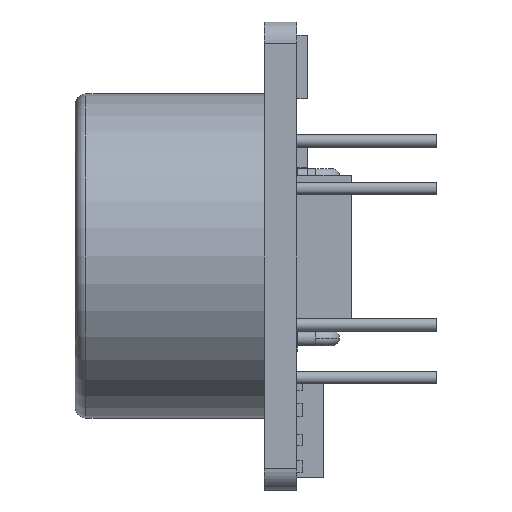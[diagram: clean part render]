
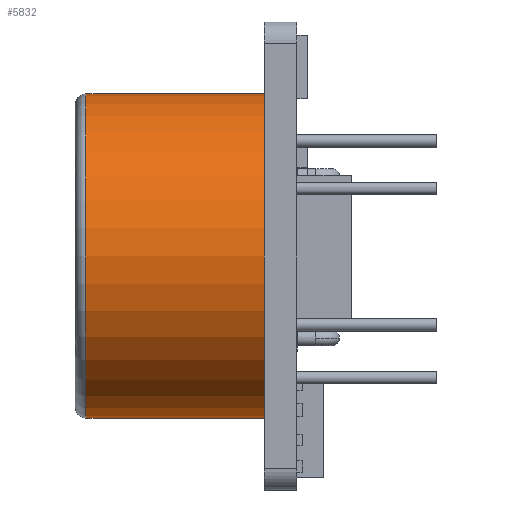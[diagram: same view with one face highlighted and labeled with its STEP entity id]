
A CAD part, left-side view. The second image highlights one B-rep face of the part: STEP entity #5832.
In plain terms, the highlighted cylindrical face has radius 7.62 mm (diameter 15.24 mm), a partial arc.
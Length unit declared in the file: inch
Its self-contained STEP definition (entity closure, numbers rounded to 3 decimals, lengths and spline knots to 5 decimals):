
#520 = EDGE_CURVE ( 'NONE', #1969, #3887, #8940, .T. ) ;
#561 = DIRECTION ( 'NONE',  ( 0., -1., 0. ) ) ;
#655 = CARTESIAN_POINT ( 'NONE',  ( -0.27898, 0.41, 0.3 ) ) ;
#1183 = CARTESIAN_POINT ( 'NONE',  ( -0.27898, 0.41, -0.3 ) ) ;
#1333 = ORIENTED_EDGE ( 'NONE', *, *, #10579, .T. ) ;
#1719 = CARTESIAN_POINT ( 'NONE',  ( -0.27898, 0.39, -0.3 ) ) ;
#1822 = CIRCLE ( 'NONE', #7776, 0.3 ) ;
#1969 = VERTEX_POINT ( 'NONE', #10358 ) ;
#3022 = CARTESIAN_POINT ( 'NONE',  ( -0.27898, 0.06, -0.3 ) ) ;
#3614 = EDGE_CURVE ( 'NONE', #1969, #8694, #1822, .T. ) ;
#3821 = CARTESIAN_POINT ( 'NONE',  ( -0.27898, 0.39, 0. ) ) ;
#3887 = VERTEX_POINT ( 'NONE', #4028 ) ;
#3966 = DIRECTION ( 'NONE',  ( 0., 0., -1. ) ) ;
#4028 = CARTESIAN_POINT ( 'NONE',  ( -0.27898, 0.06, 0.3 ) ) ;
#4392 = AXIS2_PLACEMENT_3D ( 'NONE', #4819, #7376, #3966 ) ;
#4789 = ORIENTED_EDGE ( 'NONE', *, *, #7732, .T. ) ;
#4819 = CARTESIAN_POINT ( 'NONE',  ( -0.27898, 0.41, 0. ) ) ;
#4959 = CIRCLE ( 'NONE', #7165, 0.3 ) ;
#5216 = VERTEX_POINT ( 'NONE', #3022 ) ;
#5832 = ADVANCED_FACE ( 'NONE', ( #9638 ), #9756, .T. ) ;
#6649 = DIRECTION ( 'NONE',  ( 0., 0., -1. ) ) ;
#6941 = LINE ( 'NONE', #1183, #8331 ) ;
#7074 = DIRECTION ( 'NONE',  ( 0., -1., 0. ) ) ;
#7165 = AXIS2_PLACEMENT_3D ( 'NONE', #8490, #10126, #6649 ) ;
#7376 = DIRECTION ( 'NONE',  ( 0., -1., 0. ) ) ;
#7732 = EDGE_CURVE ( 'NONE', #8694, #5216, #6941, .T. ) ;
#7776 = AXIS2_PLACEMENT_3D ( 'NONE', #3821, #7074, #10376 ) ;
#7796 = ORIENTED_EDGE ( 'NONE', *, *, #3614, .T. ) ;
#8331 = VECTOR ( 'NONE', #561, 39.37008 ) ;
#8490 = CARTESIAN_POINT ( 'NONE',  ( -0.27898, 0.06, 0. ) ) ;
#8694 = VERTEX_POINT ( 'NONE', #1719 ) ;
#8940 = LINE ( 'NONE', #655, #10147 ) ;
#9638 = FACE_OUTER_BOUND ( 'NONE', #10595, .T. ) ;
#9650 = DIRECTION ( 'NONE',  ( 0., -1., 0. ) ) ;
#9756 = CYLINDRICAL_SURFACE ( 'NONE', #4392, 0.3 ) ;
#10126 = DIRECTION ( 'NONE',  ( 0., 1., 0. ) ) ;
#10147 = VECTOR ( 'NONE', #9650, 39.37008 ) ;
#10358 = CARTESIAN_POINT ( 'NONE',  ( -0.27898, 0.39, 0.3 ) ) ;
#10376 = DIRECTION ( 'NONE',  ( 0., 0., 1. ) ) ;
#10521 = ORIENTED_EDGE ( 'NONE', *, *, #520, .F. ) ;
#10579 = EDGE_CURVE ( 'NONE', #5216, #3887, #4959, .T. ) ;
#10595 = EDGE_LOOP ( 'NONE', ( #10521, #7796, #4789, #1333 ) ) ;
